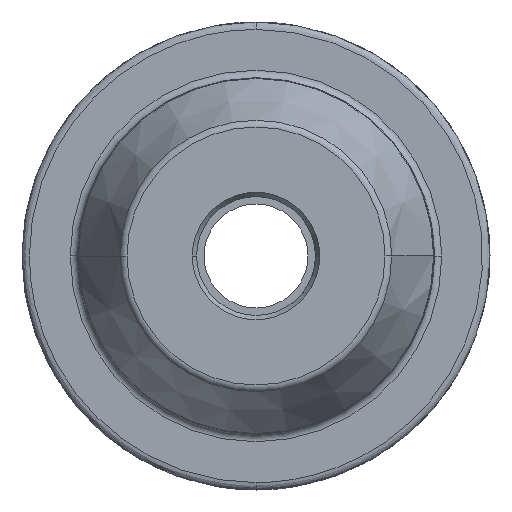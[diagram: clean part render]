
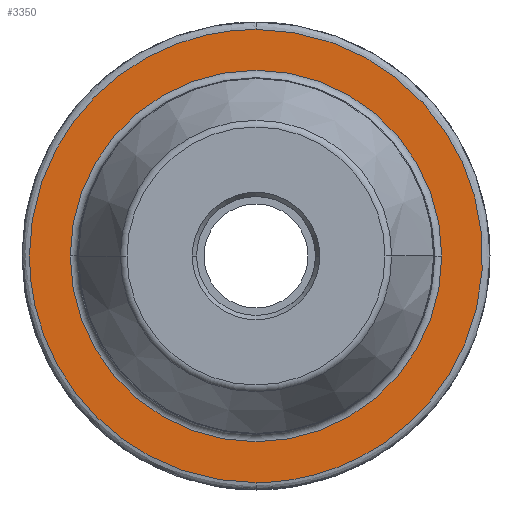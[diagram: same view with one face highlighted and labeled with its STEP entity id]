
A CAD part, front view. The second image highlights one B-rep face of the part: STEP entity #3350.
In plain terms, the highlighted planar face has unit normal (0, -1, 0).
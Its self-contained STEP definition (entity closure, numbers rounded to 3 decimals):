
#98 = DIRECTION ( 'NONE',  ( 1., 0., 0. ) ) ;
#109 = ORIENTED_EDGE ( 'NONE', *, *, #4218, .F. ) ;
#114 =( BOUNDED_CURVE ( )  B_SPLINE_CURVE ( 3, ( #2350, #2787, #4021, #1559 ),
 .UNSPECIFIED., .F., .F. ) 
 B_SPLINE_CURVE_WITH_KNOTS ( ( 4, 4 ),
 ( 0., 1. ),
 .UNSPECIFIED. ) 
 CURVE ( )  GEOMETRIC_REPRESENTATION_ITEM ( )  RATIONAL_B_SPLINE_CURVE ( ( 1., 0.805, 0.805, 1. ) ) 
 REPRESENTATION_ITEM ( '' )  );
#133 = CARTESIAN_POINT ( 'NONE',  ( 0., -27., -30.5 ) ) ;
#143 = AXIS2_PLACEMENT_3D ( 'NONE', #1647, #4526, #2059 ) ;
#196 = FACE_BOUND ( 'NONE', #714, .T. ) ;
#358 = VERTEX_POINT ( 'NONE', #4221 ) ;
#370 = CARTESIAN_POINT ( 'NONE',  ( 0., -27., 30.5 ) ) ;
#448 = ORIENTED_EDGE ( 'NONE', *, *, #2725, .F. ) ;
#527 = CARTESIAN_POINT ( 'NONE',  ( 0., -27., 30.5 ) ) ;
#559 = CIRCLE ( 'NONE', #4175, 25. ) ;
#714 = EDGE_LOOP ( 'NONE', ( #4717, #1419 ) ) ;
#1014 = VERTEX_POINT ( 'NONE', #1715 ) ;
#1095 =( BOUNDED_CURVE ( )  B_SPLINE_CURVE ( 3, ( #1313, #1724, #2976, #527 ),
 .UNSPECIFIED., .F., .T. ) 
 B_SPLINE_CURVE_WITH_KNOTS ( ( 4, 4 ),
 ( 0., 0.333 ),
 .UNSPECIFIED. ) 
 CURVE ( )  GEOMETRIC_REPRESENTATION_ITEM ( )  RATIONAL_B_SPLINE_CURVE ( ( 1., 0.805, 0.805, 1. ) ) 
 REPRESENTATION_ITEM ( '' )  );
#1313 = CARTESIAN_POINT ( 'NONE',  ( -30.5, -27., 0. ) ) ;
#1320 = DIRECTION ( 'NONE',  ( 0., -1., 0. ) ) ;
#1395 = CIRCLE ( 'NONE', #143, 25. ) ;
#1419 = ORIENTED_EDGE ( 'NONE', *, *, #4543, .T. ) ;
#1469 = ORIENTED_EDGE ( 'NONE', *, *, #3355, .F. ) ;
#1559 = CARTESIAN_POINT ( 'NONE',  ( -30.5, -27., 0. ) ) ;
#1647 = CARTESIAN_POINT ( 'NONE',  ( 0., -27., 0. ) ) ;
#1715 = CARTESIAN_POINT ( 'NONE',  ( 0., -27., -30.5 ) ) ;
#1724 = CARTESIAN_POINT ( 'NONE',  ( -30.5, -27., 17.866 ) ) ;
#1734 = CARTESIAN_POINT ( 'NONE',  ( 61., -27., 30.5 ) ) ;
#2059 = DIRECTION ( 'NONE',  ( 1., 0., 0. ) ) ;
#2091 = VERTEX_POINT ( 'NONE', #370 ) ;
#2204 = CARTESIAN_POINT ( 'NONE',  ( -30.5, -27., 0. ) ) ;
#2224 =( BOUNDED_CURVE ( )  B_SPLINE_CURVE ( 3, ( #4617, #1734, #2571, #133 ),
 .UNSPECIFIED., .F., .F. ) 
 B_SPLINE_CURVE_WITH_KNOTS ( ( 4, 4 ),
 ( 0.333, 1. ),
 .UNSPECIFIED. ) 
 CURVE ( )  GEOMETRIC_REPRESENTATION_ITEM ( )  RATIONAL_B_SPLINE_CURVE ( ( 1., 0.333, 0.333, 1. ) ) 
 REPRESENTATION_ITEM ( '' )  );
#2350 = CARTESIAN_POINT ( 'NONE',  ( 0., -27., -30.5 ) ) ;
#2506 = AXIS2_PLACEMENT_3D ( 'NONE', #2532, #1320, #4206 ) ;
#2532 = CARTESIAN_POINT ( 'NONE',  ( -31.5, -27., 0. ) ) ;
#2535 = DIRECTION ( 'NONE',  ( 0., 1., 0. ) ) ;
#2571 = CARTESIAN_POINT ( 'NONE',  ( 61., -27., -30.5 ) ) ;
#2725 = EDGE_CURVE ( 'NONE', #4751, #2091, #1095, .T. ) ;
#2787 = CARTESIAN_POINT ( 'NONE',  ( -17.866, -27., -30.5 ) ) ;
#2976 = CARTESIAN_POINT ( 'NONE',  ( -17.866, -27., 30.5 ) ) ;
#3024 = CARTESIAN_POINT ( 'NONE',  ( -25., -27., 0. ) ) ;
#3071 = VERTEX_POINT ( 'NONE', #3024 ) ;
#3287 = EDGE_CURVE ( 'NONE', #358, #3071, #1395, .T. ) ;
#3350 = ADVANCED_FACE ( 'NONE', ( #196, #4418 ), #3789, .T. ) ;
#3355 = EDGE_CURVE ( 'NONE', #2091, #1014, #2224, .T. ) ;
#3789 = PLANE ( 'NONE',  #2506 ) ;
#4021 = CARTESIAN_POINT ( 'NONE',  ( -30.5, -27., -17.866 ) ) ;
#4175 = AXIS2_PLACEMENT_3D ( 'NONE', #5001, #2535, #98 ) ;
#4206 = DIRECTION ( 'NONE',  ( 1., 0., 0. ) ) ;
#4218 = EDGE_CURVE ( 'NONE', #1014, #4751, #114, .T. ) ;
#4221 = CARTESIAN_POINT ( 'NONE',  ( 25., -27., 0. ) ) ;
#4239 = EDGE_LOOP ( 'NONE', ( #448, #109, #1469 ) ) ;
#4418 = FACE_OUTER_BOUND ( 'NONE', #4239, .T. ) ;
#4526 = DIRECTION ( 'NONE',  ( 0., 1., 0. ) ) ;
#4543 = EDGE_CURVE ( 'NONE', #3071, #358, #559, .T. ) ;
#4617 = CARTESIAN_POINT ( 'NONE',  ( 0., -27., 30.5 ) ) ;
#4717 = ORIENTED_EDGE ( 'NONE', *, *, #3287, .T. ) ;
#4751 = VERTEX_POINT ( 'NONE', #2204 ) ;
#5001 = CARTESIAN_POINT ( 'NONE',  ( 0., -27., 0. ) ) ;
